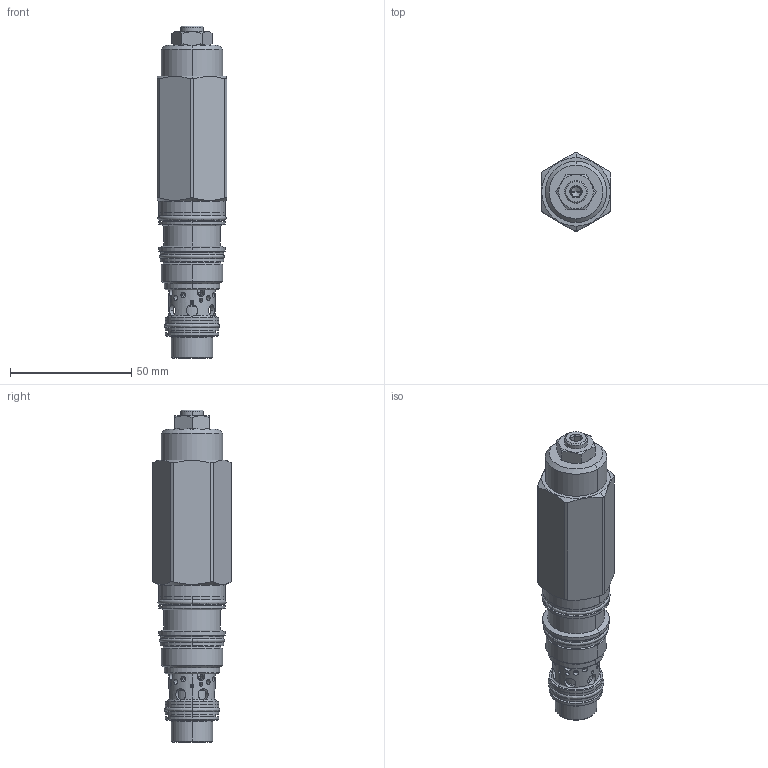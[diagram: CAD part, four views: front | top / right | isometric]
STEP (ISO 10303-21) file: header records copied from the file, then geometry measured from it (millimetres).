
FILE_DESCRIPTION((''),'2;1');
FILE_NAME('MBEG-LHN_PRT','2016-04-04T',('Administrator'),(''),'PRO/ENGINEER BY PARAMETRIC TECHNOLOGY CORPORATION, 2006240','PRO/ENGINEER BY PARAMETRIC TECHNOLOGY CORPORATION, 2006240','');
FILE_SCHEMA(('CONFIG_CONTROL_DESIGN'));
Length unit declared in the file: inch
Products named in the file (1): MBEG-LHN_PRT
Bounding box: 28.57 x 32.21 x 136.77 mm (x, y, z)
Volume: 67101.5 mm3; surface area: 19175.4 mm2
Topology: 5 solids, 6 shells, 375 faces, 954 edges, 583 vertices
Faces by surface type: cylinder 186, cone 64, plane 61, torus 52, revolution 12
Entity records: 15620 total; most frequent: CARTESIAN_POINT 6652, ORIENTED_EDGE 1888, DIRECTION 1790, EDGE_CURVE 944, AXIS2_PLACEMENT_3D 745, VERTEX_POINT 579, EDGE_LOOP 479, CIRCLE 382
